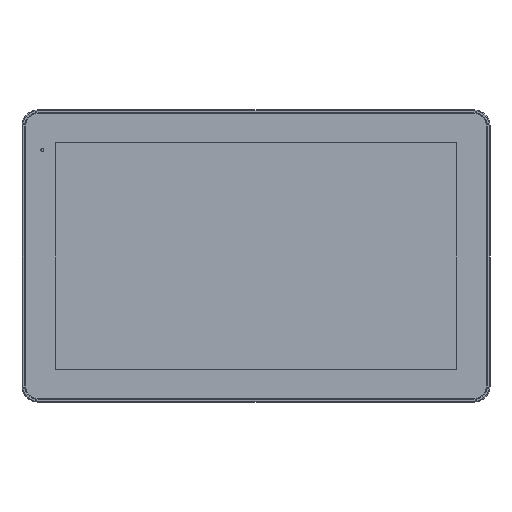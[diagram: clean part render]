
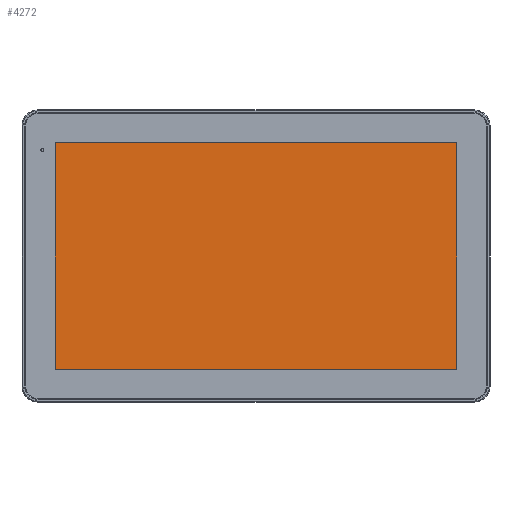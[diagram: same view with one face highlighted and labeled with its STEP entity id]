
A CAD part, front view. The second image highlights one B-rep face of the part: STEP entity #4272.
In plain terms, the highlighted planar face has unit normal (0, -1, 0).
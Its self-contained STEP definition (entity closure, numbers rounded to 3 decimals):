
#842 = VERTEX_POINT ( 'NONE', #7947 ) ;
#1386 = DIRECTION ( 'NONE',  ( -1., 0., 0. ) ) ;
#1669 = LINE ( 'NONE', #21652, #27843 ) ;
#2231 = DIRECTION ( 'NONE',  ( 0., 0., 1. ) ) ;
#3193 = EDGE_CURVE ( 'NONE', #31396, #842, #1669, .T. ) ;
#3833 = CARTESIAN_POINT ( 'NONE',  ( 204.48, 5.6, 407.06 ) ) ;
#4272 = ADVANCED_FACE ( 'NONE', ( #30652 ), #22777, .F. ) ;
#4462 = CARTESIAN_POINT ( 'NONE',  ( 204.48, 5.6, 177.02 ) ) ;
#6939 = CARTESIAN_POINT ( 'NONE',  ( 204.48, 5.6, 407.06 ) ) ;
#7217 = VERTEX_POINT ( 'NONE', #4462 ) ;
#7641 = DIRECTION ( 'NONE',  ( 0., 0., -1. ) ) ;
#7947 = CARTESIAN_POINT ( 'NONE',  ( -204.48, 5.6, 177.02 ) ) ;
#8532 = VECTOR ( 'NONE', #1386, 1000. ) ;
#8589 = CARTESIAN_POINT ( 'NONE',  ( 0., 5.6, 292.04 ) ) ;
#9612 = ORIENTED_EDGE ( 'NONE', *, *, #34298, .T. ) ;
#10005 = VECTOR ( 'NONE', #13460, 1000. ) ;
#11862 = ORIENTED_EDGE ( 'NONE', *, *, #16407, .T. ) ;
#13460 = DIRECTION ( 'NONE',  ( 0., 0., 1. ) ) ;
#14122 = LINE ( 'NONE', #25163, #28812 ) ;
#16407 = EDGE_CURVE ( 'NONE', #7217, #24808, #19054, .T. ) ;
#17114 = ORIENTED_EDGE ( 'NONE', *, *, #3193, .T. ) ;
#19054 = LINE ( 'NONE', #24868, #10005 ) ;
#19975 = DIRECTION ( 'NONE',  ( 0., 1., 0. ) ) ;
#20644 = LINE ( 'NONE', #3833, #8532 ) ;
#21652 = CARTESIAN_POINT ( 'NONE',  ( -204.48, 5.6, 177.02 ) ) ;
#22777 = PLANE ( 'NONE',  #35231 ) ;
#24808 = VERTEX_POINT ( 'NONE', #6939 ) ;
#24868 = CARTESIAN_POINT ( 'NONE',  ( 204.48, 5.6, 177.02 ) ) ;
#25163 = CARTESIAN_POINT ( 'NONE',  ( 204.48, 5.6, 177.02 ) ) ;
#27843 = VECTOR ( 'NONE', #7641, 1000. ) ;
#28155 = DIRECTION ( 'NONE',  ( 1., 0., 0. ) ) ;
#28554 = CARTESIAN_POINT ( 'NONE',  ( -204.48, 5.6, 407.06 ) ) ;
#28812 = VECTOR ( 'NONE', #28155, 1000. ) ;
#30652 = FACE_OUTER_BOUND ( 'NONE', #31763, .T. ) ;
#31396 = VERTEX_POINT ( 'NONE', #28554 ) ;
#31763 = EDGE_LOOP ( 'NONE', ( #32717, #17114, #9612, #11862 ) ) ;
#32717 = ORIENTED_EDGE ( 'NONE', *, *, #36712, .T. ) ;
#34298 = EDGE_CURVE ( 'NONE', #842, #7217, #14122, .T. ) ;
#35231 = AXIS2_PLACEMENT_3D ( 'NONE', #8589, #19975, #2231 ) ;
#36712 = EDGE_CURVE ( 'NONE', #24808, #31396, #20644, .T. ) ;
